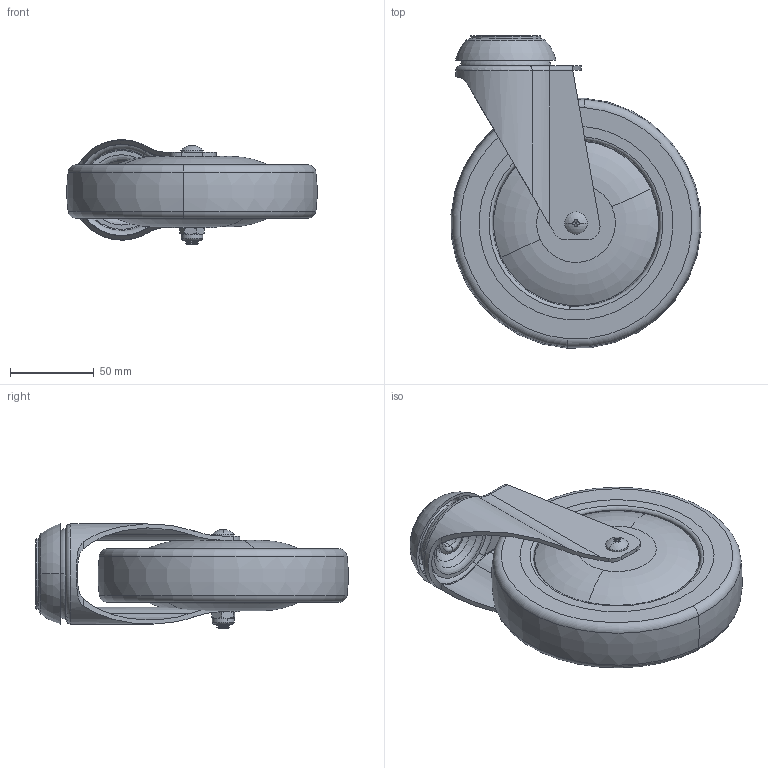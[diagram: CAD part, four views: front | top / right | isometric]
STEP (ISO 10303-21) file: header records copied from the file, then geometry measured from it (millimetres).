
FILE_DESCRIPTION (( 'STEP AP203' ), '1' );
FILE_NAME ('S6080.STEP', '2020-02-21T07:17:27', ( '' ), ( '' ), 'SwSTEP 2.0', 'SolidWorks 2013', '' );
FILE_SCHEMA (( 'CONFIG_CONTROL_DESIGN' ));
Length unit declared in the file: millimetre
Products named in the file (1): S6080
Bounding box: 149.45 x 186.72 x 62.5 mm (x, y, z)
Volume: 499656.2 mm3; surface area: 163692 mm2
Topology: 12 solids, 12 shells, 415 faces, 914 edges, 538 vertices
Faces by surface type: torus 154, plane 99, cylinder 88, cone 68, bspline 4, sphere 2
Entity records: 11909 total; most frequent: CARTESIAN_POINT 2358, DIRECTION 2264, ORIENTED_EDGE 1828, AXIS2_PLACEMENT_3D 1002, EDGE_CURVE 914, CIRCLE 590, VERTEX_POINT 538, EDGE_LOOP 456
